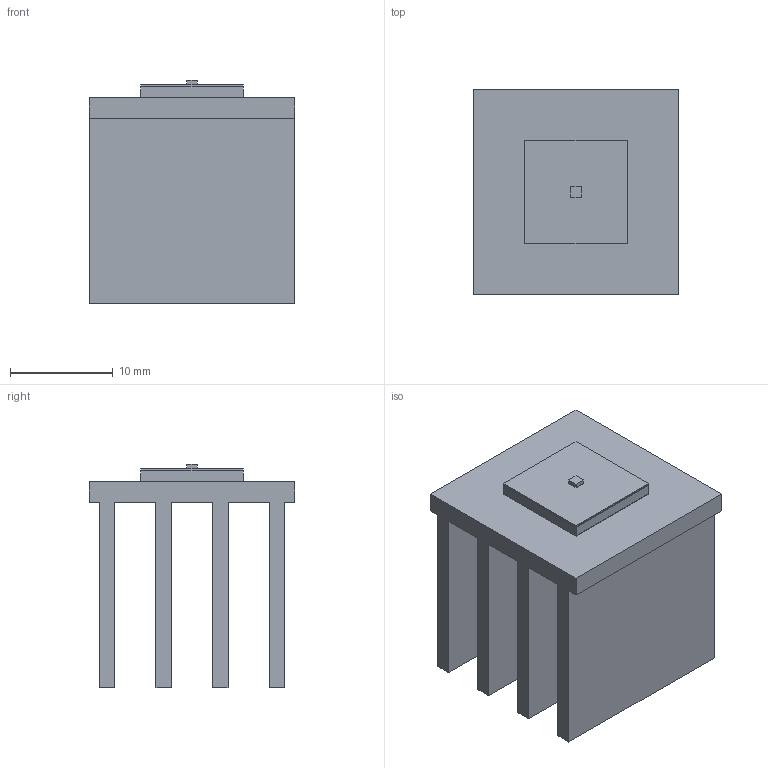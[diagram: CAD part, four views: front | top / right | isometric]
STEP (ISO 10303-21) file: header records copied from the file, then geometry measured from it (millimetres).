
FILE_DESCRIPTION((''),'2;1');
FILE_NAME('THERMAL_ASM','2017-09-18T',('user'),(''),'CREO PARAMETRIC BY PTC INC, 2014350','CREO PARAMETRIC BY PTC INC, 2014350','');
FILE_SCHEMA(('CONFIG_CONTROL_DESIGN'));
Length unit declared in the file: millimetre
Products named in the file (12): LED_ATTACH; LED_DIE; LED_BONDING; LED_CHIP; LED_ASM; IMS_COPPER; IMS_DIELECTRIC; IMS_AL; IMS_TIM; IMS_ASM; HEATSINK; THERMAL_ASM
Assembly tree (11 placements, depth 3):
  THERMAL_ASM
    LED_ASM
      LED_ATTACH
      LED_DIE
      LED_BONDING
      LED_CHIP
    IMS_ASM
      IMS_COPPER
      IMS_DIELECTRIC
      IMS_AL
      IMS_TIM
    HEATSINK
Bounding box: 20 x 20 x 21.69 mm (x, y, z)
Volume: 3085.6 mm3; surface area: 4915.8 mm2
Topology: 9 solids, 9 shells, 70 faces, 156 edges, 104 vertices
Faces by surface type: plane 70
Entity records: 2884 total; most frequent: CARTESIAN_POINT 361, DIRECTION 358, ORIENTED_EDGE 312, PRESENTATION_STYLE_ASSIGNMENT 165, STYLED_ITEM 165, VECTOR 156, LINE 156, CURVE_STYLE 156
